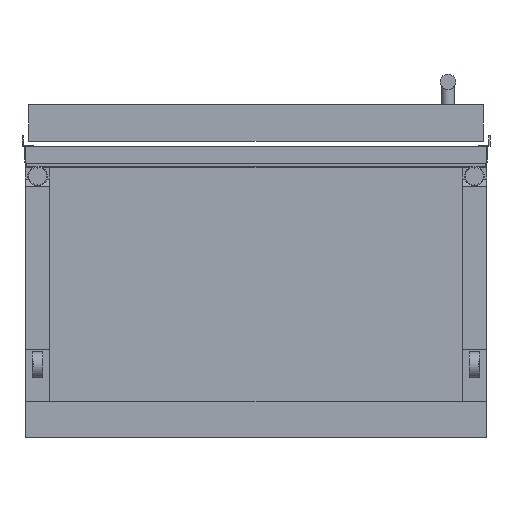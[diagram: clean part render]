
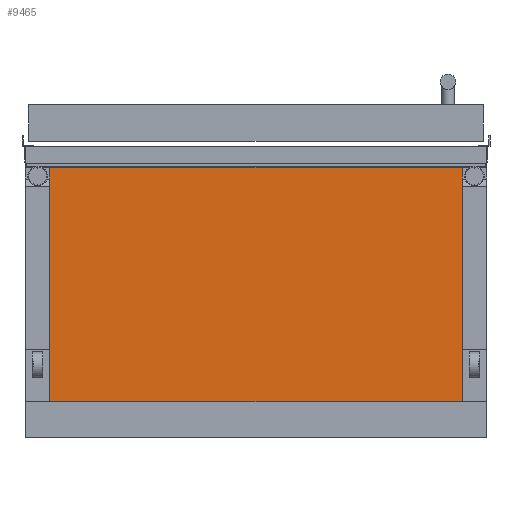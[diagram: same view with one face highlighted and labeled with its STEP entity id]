
A CAD part, front view. The second image highlights one B-rep face of the part: STEP entity #9465.
In plain terms, the highlighted planar face has unit normal (0, -1, 0).
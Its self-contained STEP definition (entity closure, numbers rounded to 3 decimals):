
#569 = DIRECTION ( 'NONE',  ( 1., 0., 0. ) ) ;
#1176 = VERTEX_POINT ( 'NONE', #7866 ) ;
#2217 = EDGE_CURVE ( 'NONE', #1176, #7241, #2362, .T. ) ;
#2361 = VERTEX_POINT ( 'NONE', #6787 ) ;
#2362 = LINE ( 'NONE', #4764, #9240 ) ;
#2837 = DIRECTION ( 'NONE',  ( 0., 0., 1. ) ) ;
#3107 = EDGE_CURVE ( 'NONE', #2361, #4806, #8456, .T. ) ;
#3199 = DIRECTION ( 'NONE',  ( 1., 0., 0. ) ) ;
#3389 = ORIENTED_EDGE ( 'NONE', *, *, #7027, .T. ) ;
#4656 = VECTOR ( 'NONE', #10531, 1000. ) ;
#4764 = CARTESIAN_POINT ( 'NONE',  ( 443., -990.85, -210.4 ) ) ;
#4806 = VERTEX_POINT ( 'NONE', #5376 ) ;
#5376 = CARTESIAN_POINT ( 'NONE',  ( 396., -990.85, 240. ) ) ;
#5538 = CARTESIAN_POINT ( 'NONE',  ( 396., -990.85, -210.4 ) ) ;
#5543 = ORIENTED_EDGE ( 'NONE', *, *, #8492, .F. ) ;
#5617 = DIRECTION ( 'NONE',  ( 0., 0., 1. ) ) ;
#5684 = EDGE_LOOP ( 'NONE', ( #5543, #10314, #3389, #7700 ) ) ;
#6133 = VECTOR ( 'NONE', #2837, 1000. ) ;
#6186 = LINE ( 'NONE', #10075, #6133 ) ;
#6337 = PLANE ( 'NONE',  #8250 ) ;
#6787 = CARTESIAN_POINT ( 'NONE',  ( -396., -990.85, 240. ) ) ;
#7027 = EDGE_CURVE ( 'NONE', #7241, #4806, #6186, .T. ) ;
#7053 = LINE ( 'NONE', #7324, #4656 ) ;
#7241 = VERTEX_POINT ( 'NONE', #5538 ) ;
#7324 = CARTESIAN_POINT ( 'NONE',  ( -396., -990.85, -280. ) ) ;
#7700 = ORIENTED_EDGE ( 'NONE', *, *, #3107, .F. ) ;
#7866 = CARTESIAN_POINT ( 'NONE',  ( -396., -990.85, -210.4 ) ) ;
#8250 = AXIS2_PLACEMENT_3D ( 'NONE', #10441, #9597, #5617 ) ;
#8456 = LINE ( 'NONE', #8712, #10102 ) ;
#8492 = EDGE_CURVE ( 'NONE', #1176, #2361, #7053, .T. ) ;
#8567 = FACE_OUTER_BOUND ( 'NONE', #5684, .T. ) ;
#8712 = CARTESIAN_POINT ( 'NONE',  ( 396., -990.85, 240. ) ) ;
#9240 = VECTOR ( 'NONE', #3199, 1000. ) ;
#9465 = ADVANCED_FACE ( 'NONE', ( #8567 ), #6337, .F. ) ;
#9597 = DIRECTION ( 'NONE',  ( 0., 1., 0. ) ) ;
#10075 = CARTESIAN_POINT ( 'NONE',  ( 396., -990.85, -280. ) ) ;
#10102 = VECTOR ( 'NONE', #569, 1000. ) ;
#10314 = ORIENTED_EDGE ( 'NONE', *, *, #2217, .T. ) ;
#10441 = CARTESIAN_POINT ( 'NONE',  ( 396., -990.85, -280. ) ) ;
#10531 = DIRECTION ( 'NONE',  ( 0., 0., 1. ) ) ;
